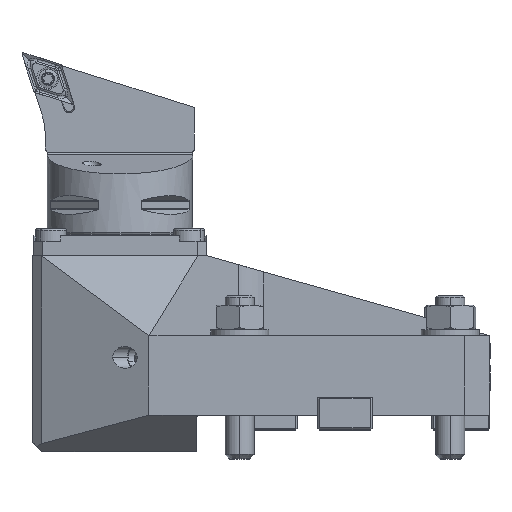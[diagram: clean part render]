
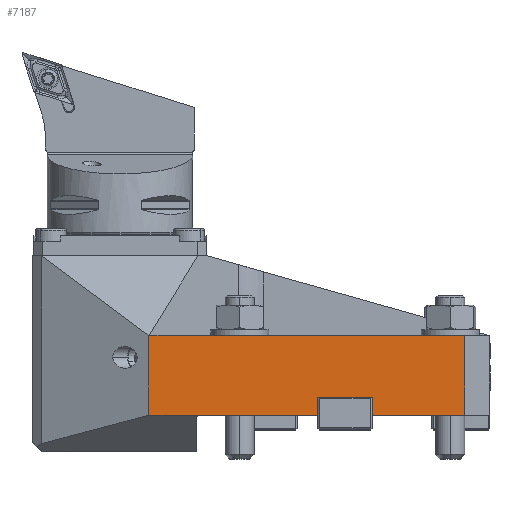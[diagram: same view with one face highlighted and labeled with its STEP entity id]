
A CAD part, top view. The second image highlights one B-rep face of the part: STEP entity #7187.
In plain terms, the highlighted planar face has unit normal (0, 0, 1).
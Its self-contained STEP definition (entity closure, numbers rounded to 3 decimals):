
#31 = CARTESIAN_POINT ( 'NONE',  ( 33., 44., 37.5 ) ) ;
#1525 = DIRECTION ( 'NONE',  ( -1., 0., 0. ) ) ;
#2075 = DIRECTION ( 'NONE',  ( -1., 0., 0. ) ) ;
#3290 = CARTESIAN_POINT ( 'NONE',  ( -54., -10., 37.5 ) ) ;
#3474 = AXIS2_PLACEMENT_3D ( 'NONE', #11137, #14858, #7560 ) ;
#3681 = DIRECTION ( 'NONE',  ( 1., 0., 0. ) ) ;
#4106 = ORIENTED_EDGE ( 'NONE', *, *, #44311, .T. ) ;
#4217 = ORIENTED_EDGE ( 'NONE', *, *, #44512, .F. ) ;
#4965 = ORIENTED_EDGE ( 'NONE', *, *, #42006, .F. ) ;
#5575 = VECTOR ( 'NONE', #1525, 1000. ) ;
#5651 = ORIENTED_EDGE ( 'NONE', *, *, #44773, .F. ) ;
#6303 = ORIENTED_EDGE ( 'NONE', *, *, #44449, .T. ) ;
#6669 = VECTOR ( 'NONE', #39216, 1000. ) ;
#7187 = ADVANCED_FACE ( 'NONE', ( #34827 ), #43656, .T. ) ;
#7529 = ORIENTED_EDGE ( 'NONE', *, *, #31933, .T. ) ;
#7560 = DIRECTION ( 'NONE',  ( 1., 0., 0. ) ) ;
#7925 = LINE ( 'NONE', #40332, #35277 ) ;
#8514 = ORIENTED_EDGE ( 'NONE', *, *, #10424, .T. ) ;
#9196 = ORIENTED_EDGE ( 'NONE', *, *, #37190, .F. ) ;
#9453 = ORIENTED_EDGE ( 'NONE', *, *, #44644, .F. ) ;
#9525 = CARTESIAN_POINT ( 'NONE',  ( 33., 0., 37.5 ) ) ;
#10424 = EDGE_CURVE ( 'NONE', #44010, #26824, #34194, .T. ) ;
#11137 = CARTESIAN_POINT ( 'NONE',  ( -86., 44., 37.5 ) ) ;
#12133 = CARTESIAN_POINT ( 'NONE',  ( -7.5, 0., 37.5 ) ) ;
#12388 = VERTEX_POINT ( 'NONE', #40258 ) ;
#13592 = CARTESIAN_POINT ( 'NONE',  ( -54., 22., 37.5 ) ) ;
#14275 = DIRECTION ( 'NONE',  ( -1., 0., 0. ) ) ;
#14858 = DIRECTION ( 'NONE',  ( 0., 0., 1. ) ) ;
#14922 = VECTOR ( 'NONE', #14275, 1000. ) ;
#15418 = LINE ( 'NONE', #44490, #5575 ) ;
#18051 = VERTEX_POINT ( 'NONE', #12133 ) ;
#19339 = VECTOR ( 'NONE', #3681, 1000. ) ;
#20448 = LINE ( 'NONE', #29013, #19339 ) ;
#21989 = DIRECTION ( 'NONE',  ( 0., 1., 0. ) ) ;
#23027 = EDGE_LOOP ( 'NONE', ( #4106, #9196, #6303, #4217, #8514, #4965, #7529, #9453, #5651 ) ) ;
#26335 = DIRECTION ( 'NONE',  ( 0., 1., 0. ) ) ;
#26365 = LINE ( 'NONE', #31, #36813 ) ;
#26824 = VERTEX_POINT ( 'NONE', #29203 ) ;
#28036 = VERTEX_POINT ( 'NONE', #9525 ) ;
#29013 = CARTESIAN_POINT ( 'NONE',  ( -86., 0., 37.5 ) ) ;
#29203 = CARTESIAN_POINT ( 'NONE',  ( 7.5, 0., 37.5 ) ) ;
#29363 = CARTESIAN_POINT ( 'NONE',  ( -7.5, 5., 37.5 ) ) ;
#30285 = CARTESIAN_POINT ( 'NONE',  ( -54., 22., 37.5 ) ) ;
#31933 = EDGE_CURVE ( 'NONE', #28036, #12388, #26365, .T. ) ;
#33137 = VECTOR ( 'NONE', #45882, 1000. ) ;
#33615 = LINE ( 'NONE', #37904, #41849 ) ;
#34194 = LINE ( 'NONE', #45933, #33137 ) ;
#34827 = FACE_OUTER_BOUND ( 'NONE', #23027, .T. ) ;
#35229 = LINE ( 'NONE', #3290, #6669 ) ;
#35277 = VECTOR ( 'NONE', #26335, 1000. ) ;
#35829 = VECTOR ( 'NONE', #45245, 1000. ) ;
#36265 = VERTEX_POINT ( 'NONE', #45523 ) ;
#36807 = VERTEX_POINT ( 'NONE', #29363 ) ;
#36813 = VECTOR ( 'NONE', #21989, 1000. ) ;
#37190 = EDGE_CURVE ( 'NONE', #18051, #36265, #41942, .T. ) ;
#37726 = VERTEX_POINT ( 'NONE', #38932 ) ;
#37904 = CARTESIAN_POINT ( 'NONE',  ( -41., 0., 37.5 ) ) ;
#38932 = CARTESIAN_POINT ( 'NONE',  ( -54., 0., 37.5 ) ) ;
#39216 = DIRECTION ( 'NONE',  ( 0., 1., 0. ) ) ;
#39261 = CARTESIAN_POINT ( 'NONE',  ( -41., 0., 37.5 ) ) ;
#39593 = VERTEX_POINT ( 'NONE', #30285 ) ;
#40258 = CARTESIAN_POINT ( 'NONE',  ( 33., 22., 37.5 ) ) ;
#40332 = CARTESIAN_POINT ( 'NONE',  ( -7.5, 44., 37.5 ) ) ;
#41849 = VECTOR ( 'NONE', #2075, 1000. ) ;
#41942 = LINE ( 'NONE', #39261, #14922 ) ;
#42006 = EDGE_CURVE ( 'NONE', #28036, #26824, #33615, .T. ) ;
#42380 = CARTESIAN_POINT ( 'NONE',  ( 7.5, 5., 37.5 ) ) ;
#43656 = PLANE ( 'NONE',  #3474 ) ;
#44010 = VERTEX_POINT ( 'NONE', #42380 ) ;
#44311 = EDGE_CURVE ( 'NONE', #37726, #36265, #20448, .T. ) ;
#44449 = EDGE_CURVE ( 'NONE', #18051, #36807, #7925, .T. ) ;
#44490 = CARTESIAN_POINT ( 'NONE',  ( -7.5, 5., 37.5 ) ) ;
#44512 = EDGE_CURVE ( 'NONE', #44010, #36807, #15418, .T. ) ;
#44644 = EDGE_CURVE ( 'NONE', #39593, #12388, #45206, .T. ) ;
#44773 = EDGE_CURVE ( 'NONE', #37726, #39593, #35229, .T. ) ;
#45206 = LINE ( 'NONE', #13592, #35829 ) ;
#45245 = DIRECTION ( 'NONE',  ( 1., 0., 0. ) ) ;
#45523 = CARTESIAN_POINT ( 'NONE',  ( -40.2, 0., 37.5 ) ) ;
#45882 = DIRECTION ( 'NONE',  ( 0., -1., 0. ) ) ;
#45933 = CARTESIAN_POINT ( 'NONE',  ( 7.5, 44., 37.5 ) ) ;
